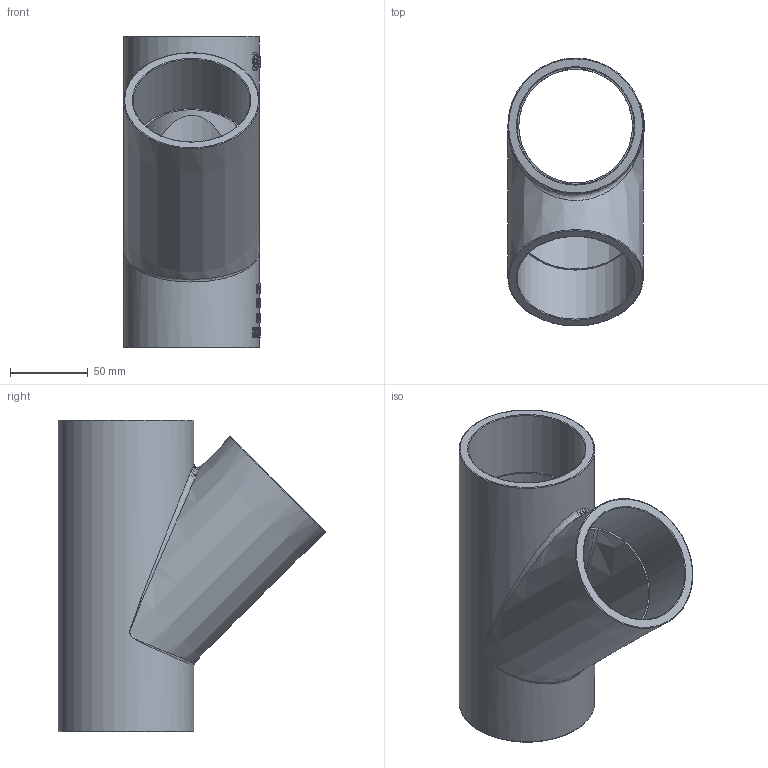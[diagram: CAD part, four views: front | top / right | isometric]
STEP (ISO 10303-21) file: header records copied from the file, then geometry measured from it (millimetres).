
FILE_DESCRIPTION(/* description */ (''),/* implementation_level */ '2;1');
FILE_NAME(/* name */ 'AF0501.000.075.step',/* time_stamp */ '2026-03-12T15:47:39+01:00',/* author */ (''),/* organization */ (''),/* preprocessor_version */ 'ST-DEVELOPER v20.1',/* originating_system */ 'Autodesk Translation Framework v14.24.0.0',/* authorisation */ '');
FILE_SCHEMA (('AUTOMOTIVE_DESIGN { 1 0 10303 214 3 1 1 }'));
Length unit declared in the file: millimetre
Products named in the file (1): 2026-03-12-14-56-05-452
Bounding box: 87.55 x 171.7 x 200 mm (x, y, z)
Volume: 436355.8 mm3; surface area: 139273.7 mm2
Topology: 1 solids, 1 shells, 192 faces, 455 edges, 302 vertices
Faces by surface type: bspline 140, cylinder 38, torus 6, plane 6, cone 2
Full cylindrical faces by diameter (mm): 73 x1, 75 x3, 87 x1
Entity records: 12048 total; most frequent: CARTESIAN_POINT 8503, ORIENTED_EDGE 910, EDGE_CURVE 455, DIRECTION 304, VERTEX_POINT 302, B_SPLINE_CURVE_WITH_KNOTS 283, EDGE_LOOP 233, FACE_OUTER_BOUND 192
